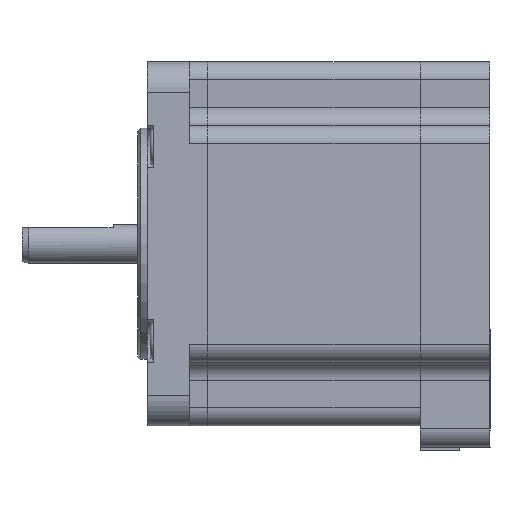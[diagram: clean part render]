
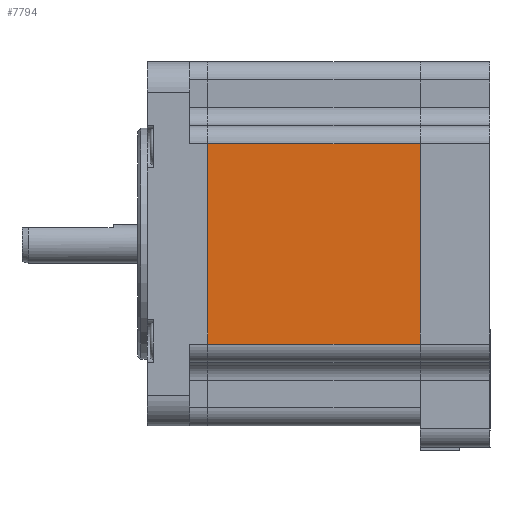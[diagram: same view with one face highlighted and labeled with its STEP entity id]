
A CAD part, left-side view. The second image highlights one B-rep face of the part: STEP entity #7794.
In plain terms, the highlighted planar face has unit normal (-1, 0, 0).
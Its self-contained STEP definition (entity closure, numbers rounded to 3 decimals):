
#215 = EDGE_LOOP ( 'NONE', ( #371, #369, #370, #368 ) ) ;
#368 = ORIENTED_EDGE ( 'NONE', *, *, #6814, .T. ) ;
#369 = ORIENTED_EDGE ( 'NONE', *, *, #6812, .T. ) ;
#370 = ORIENTED_EDGE ( 'NONE', *, *, #7758, .F. ) ;
#371 = ORIENTED_EDGE ( 'NONE', *, *, #6813, .T. ) ;
#3150 = VECTOR ( 'NONE', #6965, 1000. ) ;
#3209 = FACE_OUTER_BOUND ( 'NONE', #215, .T. ) ;
#3215 = AXIS2_PLACEMENT_3D ( 'NONE', #7129, #7130, #7131 ) ;
#6204 = LINE ( 'NONE', #6205, #9861 ) ;
#6205 = CARTESIAN_POINT ( 'NONE',  ( -12.35, 56.5, 34.15 ) ) ;
#6206 = DIRECTION ( 'NONE',  ( 0., 1., 0. ) ) ;
#6207 = LINE ( 'NONE', #6208, #9862 ) ;
#6208 = CARTESIAN_POINT ( 'NONE',  ( -12.35, 11.51, -10.296 ) ) ;
#6209 = DIRECTION ( 'NONE',  ( 0., 0., 1. ) ) ;
#6210 = LINE ( 'NONE', #6211, #9863 ) ;
#6211 = CARTESIAN_POINT ( 'NONE',  ( -12.35, 56.5, 1.15 ) ) ;
#6212 = DIRECTION ( 'NONE',  ( 0., -1., 0. ) ) ;
#6812 = EDGE_CURVE ( 'NONE', #8301, #8321, #6204, .T. ) ;
#6813 = EDGE_CURVE ( 'NONE', #8302, #8301, #6207, .T. ) ;
#6814 = EDGE_CURVE ( 'NONE', #8322, #8302, #6210, .T. ) ;
#6963 = LINE ( 'NONE', #6964, #3150 ) ;
#6964 = CARTESIAN_POINT ( 'NONE',  ( -12.35, 46.49, -10.296 ) ) ;
#6965 = DIRECTION ( 'NONE',  ( 0., 0., 1. ) ) ;
#7128 = PLANE ( 'NONE',  #3215 ) ;
#7129 = CARTESIAN_POINT ( 'NONE',  ( -12.35, 56.5, -10.296 ) ) ;
#7130 = DIRECTION ( 'NONE',  ( 1., 0., 0. ) ) ;
#7131 = DIRECTION ( 'NONE',  ( 0., 0., -1. ) ) ;
#7758 = EDGE_CURVE ( 'NONE', #8322, #8321, #6963, .T. ) ;
#7794 = ADVANCED_FACE ( 'NONE', ( #3209 ), #7128, .F. ) ;
#8301 = VERTEX_POINT ( 'NONE', #10839 ) ;
#8302 = VERTEX_POINT ( 'NONE', #10840 ) ;
#8321 = VERTEX_POINT ( 'NONE', #10859 ) ;
#8322 = VERTEX_POINT ( 'NONE', #10860 ) ;
#9861 = VECTOR ( 'NONE', #6206, 1000. ) ;
#9862 = VECTOR ( 'NONE', #6209, 1000. ) ;
#9863 = VECTOR ( 'NONE', #6212, 1000. ) ;
#10839 = CARTESIAN_POINT ( 'NONE',  ( -12.35, 11.51, 34.15 ) ) ;
#10840 = CARTESIAN_POINT ( 'NONE',  ( -12.35, 11.51, 1.15 ) ) ;
#10859 = CARTESIAN_POINT ( 'NONE',  ( -12.35, 46.49, 34.15 ) ) ;
#10860 = CARTESIAN_POINT ( 'NONE',  ( -12.35, 46.49, 1.15 ) ) ;
